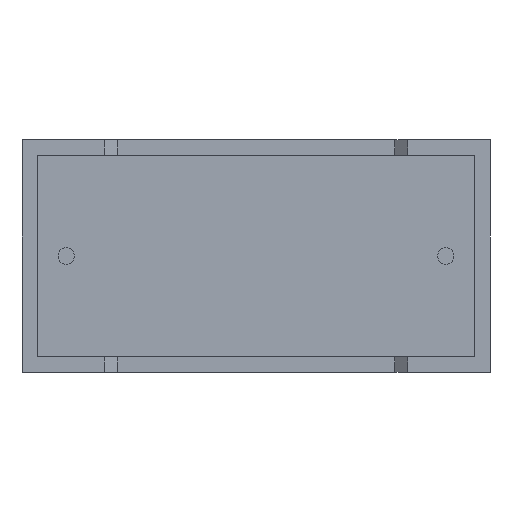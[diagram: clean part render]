
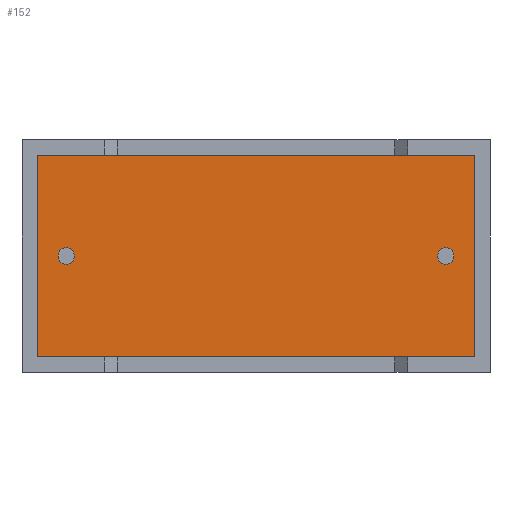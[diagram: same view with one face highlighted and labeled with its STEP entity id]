
A CAD part, front view. The second image highlights one B-rep face of the part: STEP entity #152.
In plain terms, the highlighted planar face has unit normal (0, -1, 0).
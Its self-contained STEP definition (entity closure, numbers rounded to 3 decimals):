
#152 = ADVANCED_FACE ( 'NONE', ( #567, #1505, #2217 ), #580, .T. ) ;
#169 = DIRECTION ( 'NONE',  ( 0., -1., 0. ) ) ;
#178 = CARTESIAN_POINT ( 'NONE',  ( 17.883, 0.75, 0.617 ) ) ;
#191 = CIRCLE ( 'NONE', #2757, 0.325 ) ;
#203 = LINE ( 'NONE', #1853, #941 ) ;
#224 = EDGE_CURVE ( 'NONE', #2853, #2010, #302, .T. ) ;
#242 = CIRCLE ( 'NONE', #2004, 0.325 ) ;
#302 = LINE ( 'NONE', #1454, #440 ) ;
#313 = DIRECTION ( 'NONE',  ( 0., -1., 0. ) ) ;
#399 = VECTOR ( 'NONE', #910, 1000. ) ;
#408 = DIRECTION ( 'NONE',  ( 0., 0., -1. ) ) ;
#413 = EDGE_CURVE ( 'NONE', #2010, #2174, #203, .T. ) ;
#440 = VECTOR ( 'NONE', #1732, 1000. ) ;
#460 = DIRECTION ( 'NONE',  ( 0., -1., 0. ) ) ;
#548 = VECTOR ( 'NONE', #1783, 1000. ) ;
#567 = FACE_BOUND ( 'NONE', #1946, .T. ) ;
#580 = PLANE ( 'NONE',  #2801 ) ;
#584 = DIRECTION ( 'NONE',  ( 0., 0., -1. ) ) ;
#618 = EDGE_CURVE ( 'NONE', #1002, #2502, #242, .T. ) ;
#642 = AXIS2_PLACEMENT_3D ( 'NONE', #936, #460, #730 ) ;
#660 = CARTESIAN_POINT ( 'NONE',  ( 0.617, 0.75, 8.583 ) ) ;
#675 = CIRCLE ( 'NONE', #2694, 0.325 ) ;
#730 = DIRECTION ( 'NONE',  ( 0., 0., -1. ) ) ;
#789 = ORIENTED_EDGE ( 'NONE', *, *, #2165, .T. ) ;
#910 = DIRECTION ( 'NONE',  ( 0., 0., 1. ) ) ;
#936 = CARTESIAN_POINT ( 'NONE',  ( 1.75, 0.75, 4.6 ) ) ;
#937 = CARTESIAN_POINT ( 'NONE',  ( 17.883, 0.75, 8.583 ) ) ;
#941 = VECTOR ( 'NONE', #408, 1000. ) ;
#986 = ORIENTED_EDGE ( 'NONE', *, *, #2924, .F. ) ;
#1002 = VERTEX_POINT ( 'NONE', #2804 ) ;
#1009 = CARTESIAN_POINT ( 'NONE',  ( 1.75, 0.75, 4.6 ) ) ;
#1017 = CARTESIAN_POINT ( 'NONE',  ( 0.617, 0.75, 0.617 ) ) ;
#1076 = ORIENTED_EDGE ( 'NONE', *, *, #1290, .F. ) ;
#1200 = DIRECTION ( 'NONE',  ( 0., -1., 0. ) ) ;
#1209 = EDGE_LOOP ( 'NONE', ( #1991, #789, #2259, #1463 ) ) ;
#1290 = EDGE_CURVE ( 'NONE', #2502, #1002, #191, .T. ) ;
#1322 = CARTESIAN_POINT ( 'NONE',  ( 1.75, 0.75, 4.925 ) ) ;
#1443 = LINE ( 'NONE', #1017, #548 ) ;
#1454 = CARTESIAN_POINT ( 'NONE',  ( 17.883, 0.75, 8.583 ) ) ;
#1463 = ORIENTED_EDGE ( 'NONE', *, *, #224, .T. ) ;
#1505 = FACE_OUTER_BOUND ( 'NONE', #1209, .T. ) ;
#1517 = EDGE_LOOP ( 'NONE', ( #2100, #986 ) ) ;
#1587 = DIRECTION ( 'NONE',  ( 0., 0., -1. ) ) ;
#1605 = EDGE_CURVE ( 'NONE', #2990, #2316, #1723, .T. ) ;
#1723 = CIRCLE ( 'NONE', #642, 0.325 ) ;
#1732 = DIRECTION ( 'NONE',  ( -1., 0., 0. ) ) ;
#1757 = DIRECTION ( 'NONE',  ( 0., 0., -1. ) ) ;
#1783 = DIRECTION ( 'NONE',  ( 1., 0., 0. ) ) ;
#1793 = LINE ( 'NONE', #2798, #399 ) ;
#1853 = CARTESIAN_POINT ( 'NONE',  ( 0.617, 0.75, 8.583 ) ) ;
#1946 = EDGE_LOOP ( 'NONE', ( #1076, #2414 ) ) ;
#1957 = CARTESIAN_POINT ( 'NONE',  ( 16.75, 0.75, 4.6 ) ) ;
#1982 = DIRECTION ( 'NONE',  ( 0., -1., 0. ) ) ;
#1991 = ORIENTED_EDGE ( 'NONE', *, *, #413, .T. ) ;
#2004 = AXIS2_PLACEMENT_3D ( 'NONE', #2531, #1200, #1587 ) ;
#2010 = VERTEX_POINT ( 'NONE', #660 ) ;
#2100 = ORIENTED_EDGE ( 'NONE', *, *, #1605, .F. ) ;
#2125 = CARTESIAN_POINT ( 'NONE',  ( 0., 0.75, 0. ) ) ;
#2165 = EDGE_CURVE ( 'NONE', #2174, #2637, #1443, .T. ) ;
#2174 = VERTEX_POINT ( 'NONE', #2722 ) ;
#2217 = FACE_BOUND ( 'NONE', #1517, .T. ) ;
#2254 = EDGE_CURVE ( 'NONE', #2637, #2853, #1793, .T. ) ;
#2259 = ORIENTED_EDGE ( 'NONE', *, *, #2254, .T. ) ;
#2316 = VERTEX_POINT ( 'NONE', #2540 ) ;
#2414 = ORIENTED_EDGE ( 'NONE', *, *, #618, .F. ) ;
#2417 = CARTESIAN_POINT ( 'NONE',  ( 16.75, 0.75, 4.925 ) ) ;
#2502 = VERTEX_POINT ( 'NONE', #2417 ) ;
#2531 = CARTESIAN_POINT ( 'NONE',  ( 16.75, 0.75, 4.6 ) ) ;
#2540 = CARTESIAN_POINT ( 'NONE',  ( 1.75, 0.75, 4.275 ) ) ;
#2637 = VERTEX_POINT ( 'NONE', #178 ) ;
#2694 = AXIS2_PLACEMENT_3D ( 'NONE', #1009, #1982, #584 ) ;
#2722 = CARTESIAN_POINT ( 'NONE',  ( 0.617, 0.75, 0.617 ) ) ;
#2757 = AXIS2_PLACEMENT_3D ( 'NONE', #1957, #313, #1757 ) ;
#2798 = CARTESIAN_POINT ( 'NONE',  ( 17.883, 0.75, 0.617 ) ) ;
#2801 = AXIS2_PLACEMENT_3D ( 'NONE', #2125, #169, #3030 ) ;
#2804 = CARTESIAN_POINT ( 'NONE',  ( 16.75, 0.75, 4.275 ) ) ;
#2853 = VERTEX_POINT ( 'NONE', #937 ) ;
#2924 = EDGE_CURVE ( 'NONE', #2316, #2990, #675, .T. ) ;
#2990 = VERTEX_POINT ( 'NONE', #1322 ) ;
#3030 = DIRECTION ( 'NONE',  ( 0., 0., -1. ) ) ;
